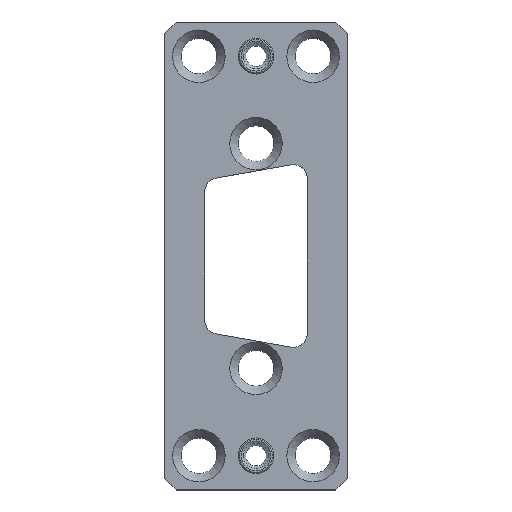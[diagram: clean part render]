
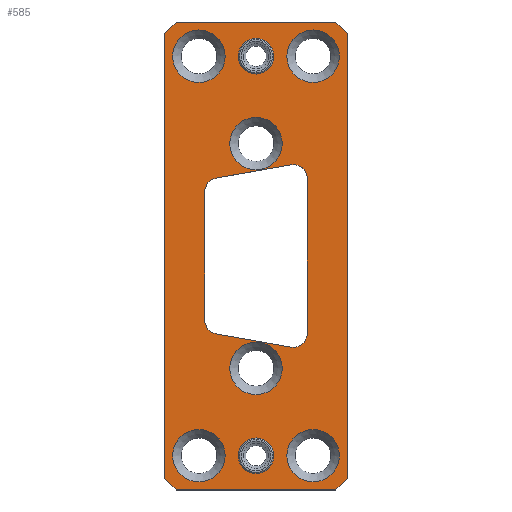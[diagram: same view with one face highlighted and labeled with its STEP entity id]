
A CAD part, top view. The second image highlights one B-rep face of the part: STEP entity #585.
In plain terms, the highlighted planar face has unit normal (0, 0, 1).
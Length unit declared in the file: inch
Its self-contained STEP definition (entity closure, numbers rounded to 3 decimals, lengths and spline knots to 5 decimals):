
#41=CARTESIAN_POINT('',(0.175,0.74448,0.05));
#42=VERTEX_POINT('',#41);
#46=CARTESIAN_POINT('',(0.237,0.74448,0.05));
#47=DIRECTION('',(0.,0.,1.));
#48=DIRECTION('',(1.,0.,0.));
#49=AXIS2_PLACEMENT_3D('',#46,#47,#48);
#50=CIRCLE('',#49,0.062);
#51=EDGE_CURVE('',#42,#53,#50,.T.);
#52=CARTESIAN_POINT('',(0.22623,0.68342,0.05));
#53=VERTEX_POINT('',#52);
#83=CARTESIAN_POINT('',(0.175,1.30552,0.05));
#84=VERTEX_POINT('',#83);
#88=CARTESIAN_POINT('',(0.175,0.74448,0.05));
#89=DIRECTION('',(0.,1.,0.));
#90=VECTOR('',#89,1.);
#91=LINE('',#88,#90);
#92=EDGE_CURVE('',#42,#84,#91,.T.);
#114=CARTESIAN_POINT('',(0.22623,1.36658,0.05));
#115=VERTEX_POINT('',#114);
#119=CARTESIAN_POINT('',(0.237,1.30552,0.05));
#120=DIRECTION('',(0.,0.,1.));
#121=DIRECTION('',(1.,0.,0.));
#122=AXIS2_PLACEMENT_3D('',#119,#120,#121);
#123=CIRCLE('',#122,0.062);
#124=EDGE_CURVE('',#115,#84,#123,.T.);
#147=CARTESIAN_POINT('',(0.55223,1.42406,0.05));
#148=VERTEX_POINT('',#147);
#152=CARTESIAN_POINT('',(0.22623,1.36658,0.05));
#153=DIRECTION('',(0.985,0.174,0.));
#154=VECTOR('',#153,1.);
#155=LINE('',#152,#154);
#156=EDGE_CURVE('',#115,#148,#155,.T.);
#178=CARTESIAN_POINT('',(0.625,1.363,0.05));
#179=VERTEX_POINT('',#178);
#183=CARTESIAN_POINT('',(0.563,1.363,0.05));
#184=DIRECTION('',(0.,0.,1.));
#185=DIRECTION('',(1.,0.,0.));
#186=AXIS2_PLACEMENT_3D('',#183,#184,#185);
#187=CIRCLE('',#186,0.062);
#188=EDGE_CURVE('',#179,#148,#187,.T.);
#211=CARTESIAN_POINT('',(0.625,0.687,0.05));
#212=VERTEX_POINT('',#211);
#216=CARTESIAN_POINT('',(0.625,1.363,0.05));
#217=DIRECTION('',(0.,-1.,0.));
#218=VECTOR('',#217,1.);
#219=LINE('',#216,#218);
#220=EDGE_CURVE('',#179,#212,#219,.T.);
#242=CARTESIAN_POINT('',(0.55223,0.62594,0.05));
#243=VERTEX_POINT('',#242);
#247=CARTESIAN_POINT('',(0.563,0.687,0.05));
#248=DIRECTION('',(0.,0.,1.));
#249=DIRECTION('',(1.,0.,0.));
#250=AXIS2_PLACEMENT_3D('',#247,#248,#249);
#251=CIRCLE('',#250,0.062);
#252=EDGE_CURVE('',#243,#212,#251,.T.);
#270=CARTESIAN_POINT('',(0.8,2.05,0.05));
#271=DIRECTION('',(-1.,0.,0.));
#272=VECTOR('',#271,1.);
#273=LINE('',#270,#272);
#274=EDGE_CURVE('',#276,#278,#273,.T.);
#275=CARTESIAN_POINT('',(0.75,2.05,0.05));
#276=VERTEX_POINT('',#275);
#277=CARTESIAN_POINT('',(0.05,2.05,0.05));
#278=VERTEX_POINT('',#277);
#310=CARTESIAN_POINT('',(0.,2.05,0.05));
#311=DIRECTION('',(0.,-1.,0.));
#312=VECTOR('',#311,1.);
#313=LINE('',#310,#312);
#314=EDGE_CURVE('',#316,#318,#313,.T.);
#315=CARTESIAN_POINT('',(0.,2.,0.05));
#316=VERTEX_POINT('',#315);
#317=CARTESIAN_POINT('',(0.,0.05,0.05));
#318=VERTEX_POINT('',#317);
#350=CARTESIAN_POINT('',(0.,0.,0.05));
#351=DIRECTION('',(1.,0.,0.));
#352=VECTOR('',#351,1.);
#353=LINE('',#350,#352);
#354=EDGE_CURVE('',#356,#358,#353,.T.);
#355=CARTESIAN_POINT('',(0.05,0.,0.05));
#356=VERTEX_POINT('',#355);
#357=CARTESIAN_POINT('',(0.75,0.,0.05));
#358=VERTEX_POINT('',#357);
#405=CARTESIAN_POINT('',(0.8,2.,0.05));
#406=VERTEX_POINT('',#405);
#408=CARTESIAN_POINT('',(0.8,0.,0.05));
#409=DIRECTION('',(0.,1.,0.));
#410=VECTOR('',#409,1.);
#411=LINE('',#408,#410);
#412=EDGE_CURVE('',#414,#406,#411,.T.);
#413=CARTESIAN_POINT('',(0.8,0.05,0.05));
#414=VERTEX_POINT('',#413);
#430=CARTESIAN_POINT('',(0.55223,0.62594,0.05));
#431=DIRECTION('',(-0.985,0.174,0.));
#432=VECTOR('',#431,1.);
#433=LINE('',#430,#432);
#434=EDGE_CURVE('',#243,#53,#433,.T.);
#452=CARTESIAN_POINT('',(0.4,1.9,0.05));
#453=DIRECTION('',(0.,0.,-1.));
#454=DIRECTION('',(-1.,0.,0.));
#455=AXIS2_PLACEMENT_3D('',#452,#453,#454);
#456=CIRCLE('',#455,0.078);
#457=EDGE_CURVE('',#459,#459,#456,.T.);
#458=CARTESIAN_POINT('',(0.322,1.9,0.05));
#459=VERTEX_POINT('',#458);
#460=ORIENTED_EDGE('',*,*,#457,.T.);
#461=EDGE_LOOP('',(#460));
#462=FACE_BOUND('',#461,.T.);
#463=CARTESIAN_POINT('',(0.4,0.15,0.05));
#464=DIRECTION('',(0.,0.,-1.));
#465=DIRECTION('',(-1.,0.,0.));
#466=AXIS2_PLACEMENT_3D('',#463,#464,#465);
#467=CIRCLE('',#466,0.078);
#468=EDGE_CURVE('',#470,#470,#467,.T.);
#469=CARTESIAN_POINT('',(0.322,0.15,0.05));
#470=VERTEX_POINT('',#469);
#471=ORIENTED_EDGE('',*,*,#468,.T.);
#472=EDGE_LOOP('',(#471));
#473=FACE_BOUND('',#472,.T.);
#474=CARTESIAN_POINT('',(0.65,1.9,0.05));
#475=DIRECTION('',(0.,0.,-1.));
#476=DIRECTION('',(-1.,0.,0.));
#477=AXIS2_PLACEMENT_3D('',#474,#475,#476);
#478=CIRCLE('',#477,0.115);
#479=EDGE_CURVE('',#481,#481,#478,.T.);
#480=CARTESIAN_POINT('',(0.535,1.9,0.05));
#481=VERTEX_POINT('',#480);
#482=ORIENTED_EDGE('',*,*,#479,.T.);
#483=EDGE_LOOP('',(#482));
#484=FACE_BOUND('',#483,.T.);
#485=CARTESIAN_POINT('',(0.15,1.9,0.05));
#486=DIRECTION('',(0.,0.,-1.));
#487=DIRECTION('',(-1.,0.,0.));
#488=AXIS2_PLACEMENT_3D('',#485,#486,#487);
#489=CIRCLE('',#488,0.115);
#490=EDGE_CURVE('',#492,#492,#489,.T.);
#491=CARTESIAN_POINT('',(0.035,1.9,0.05));
#492=VERTEX_POINT('',#491);
#493=ORIENTED_EDGE('',*,*,#490,.T.);
#494=EDGE_LOOP('',(#493));
#495=FACE_BOUND('',#494,.T.);
#496=CARTESIAN_POINT('',(0.4,1.517,0.05));
#497=DIRECTION('',(0.,0.,-1.));
#498=DIRECTION('',(-1.,0.,0.));
#499=AXIS2_PLACEMENT_3D('',#496,#497,#498);
#500=CIRCLE('',#499,0.115);
#501=EDGE_CURVE('',#503,#503,#500,.T.);
#502=CARTESIAN_POINT('',(0.285,1.517,0.05));
#503=VERTEX_POINT('',#502);
#504=ORIENTED_EDGE('',*,*,#501,.T.);
#505=EDGE_LOOP('',(#504));
#506=FACE_BOUND('',#505,.T.);
#507=CARTESIAN_POINT('',(0.65,0.15,0.05));
#508=DIRECTION('',(0.,0.,-1.));
#509=DIRECTION('',(-1.,0.,0.));
#510=AXIS2_PLACEMENT_3D('',#507,#508,#509);
#511=CIRCLE('',#510,0.115);
#512=EDGE_CURVE('',#514,#514,#511,.T.);
#513=CARTESIAN_POINT('',(0.535,0.15,0.05));
#514=VERTEX_POINT('',#513);
#515=ORIENTED_EDGE('',*,*,#512,.T.);
#516=EDGE_LOOP('',(#515));
#517=FACE_BOUND('',#516,.T.);
#518=CARTESIAN_POINT('',(0.15,0.15,0.05));
#519=DIRECTION('',(0.,0.,-1.));
#520=DIRECTION('',(-1.,0.,0.));
#521=AXIS2_PLACEMENT_3D('',#518,#519,#520);
#522=CIRCLE('',#521,0.115);
#523=EDGE_CURVE('',#525,#525,#522,.T.);
#524=CARTESIAN_POINT('',(0.035,0.15,0.05));
#525=VERTEX_POINT('',#524);
#526=ORIENTED_EDGE('',*,*,#523,.T.);
#527=EDGE_LOOP('',(#526));
#528=FACE_BOUND('',#527,.T.);
#529=CARTESIAN_POINT('',(0.4,0.533,0.05));
#530=DIRECTION('',(0.,0.,-1.));
#531=DIRECTION('',(-1.,0.,0.));
#532=AXIS2_PLACEMENT_3D('',#529,#530,#531);
#533=CIRCLE('',#532,0.115);
#534=EDGE_CURVE('',#536,#536,#533,.T.);
#535=CARTESIAN_POINT('',(0.285,0.533,0.05));
#536=VERTEX_POINT('',#535);
#537=ORIENTED_EDGE('',*,*,#534,.T.);
#538=EDGE_LOOP('',(#537));
#539=FACE_BOUND('',#538,.T.);
#540=ORIENTED_EDGE('',*,*,#412,.T.);
#541=CARTESIAN_POINT('',(0.75,2.05,0.05));
#542=DIRECTION('',(-0.707,0.707,0.));
#543=VECTOR('',#542,1.);
#544=LINE('',#541,#543);
#545=EDGE_CURVE('',#406,#276,#544,.T.);
#546=ORIENTED_EDGE('',*,*,#545,.T.);
#547=ORIENTED_EDGE('',*,*,#274,.T.);
#548=CARTESIAN_POINT('',(0.,2.,0.05));
#549=DIRECTION('',(-0.707,-0.707,0.));
#550=VECTOR('',#549,1.);
#551=LINE('',#548,#550);
#552=EDGE_CURVE('',#278,#316,#551,.T.);
#553=ORIENTED_EDGE('',*,*,#552,.T.);
#554=ORIENTED_EDGE('',*,*,#314,.T.);
#555=CARTESIAN_POINT('',(0.05,0.,0.05));
#556=DIRECTION('',(0.707,-0.707,0.));
#557=VECTOR('',#556,1.);
#558=LINE('',#555,#557);
#559=EDGE_CURVE('',#318,#356,#558,.T.);
#560=ORIENTED_EDGE('',*,*,#559,.T.);
#561=ORIENTED_EDGE('',*,*,#354,.T.);
#562=CARTESIAN_POINT('',(0.8,0.05,0.05));
#563=DIRECTION('',(0.707,0.707,0.));
#564=VECTOR('',#563,1.);
#565=LINE('',#562,#564);
#566=EDGE_CURVE('',#358,#414,#565,.T.);
#567=ORIENTED_EDGE('',*,*,#566,.T.);
#568=EDGE_LOOP('',(#540,#546,#547,#553,#554,#560,#561,#567));
#569=FACE_BOUND('',#568,.T.);
#570=ORIENTED_EDGE('',*,*,#51,.F.);
#571=ORIENTED_EDGE('',*,*,#92,.T.);
#572=ORIENTED_EDGE('',*,*,#124,.F.);
#573=ORIENTED_EDGE('',*,*,#156,.T.);
#574=ORIENTED_EDGE('',*,*,#188,.F.);
#575=ORIENTED_EDGE('',*,*,#220,.T.);
#576=ORIENTED_EDGE('',*,*,#252,.F.);
#577=ORIENTED_EDGE('',*,*,#434,.T.);
#578=EDGE_LOOP('',(#570,#571,#572,#573,#574,#575,#576,#577));
#579=FACE_BOUND('',#578,.T.);
#580=CARTESIAN_POINT('',(0.8,2.05,0.05));
#581=DIRECTION('',(0.,0.,-1.));
#582=DIRECTION('',(-1.,0.,0.));
#583=AXIS2_PLACEMENT_3D('',#580,#581,#582);
#584=PLANE('',#583);
#585=ADVANCED_FACE('',(#462,#473,#484,#495,#506,#517,#528,#539,#569,#579),
#584,.F.);
